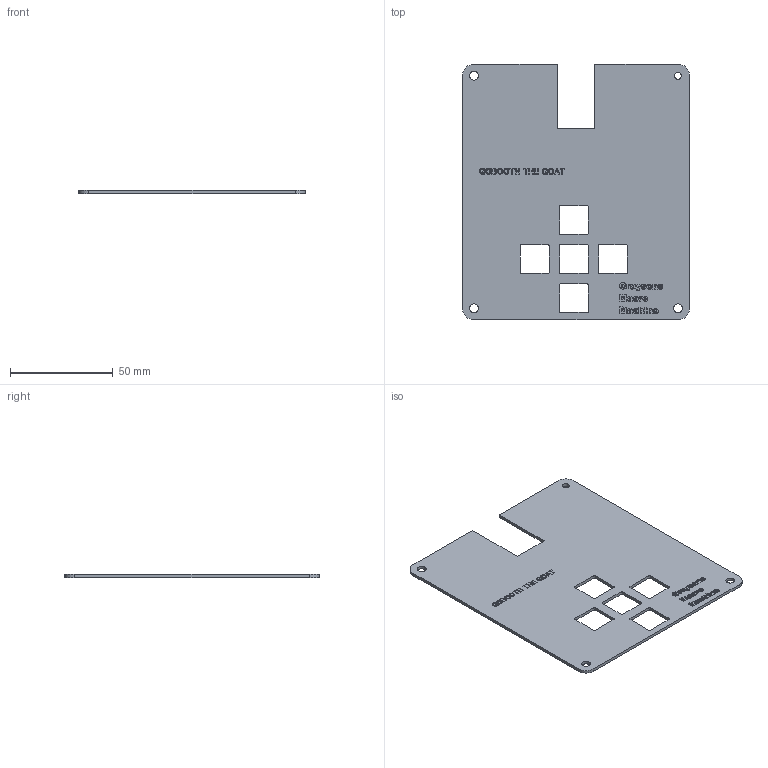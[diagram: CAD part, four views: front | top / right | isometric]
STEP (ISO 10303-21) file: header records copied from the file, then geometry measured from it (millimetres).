
FILE_DESCRIPTION(/* description */ (''),/* implementation_level */ '2;1');
FILE_NAME(/* name */ 'MACRO MACHINE CASE TOP.step',/* time_stamp */ '2025-12-05T16:13:30-05:00',/* author */ (''),/* organization */ (''),/* preprocessor_version */ 'ST-DEVELOPER v20.1',/* originating_system */ 'Autodesk Translation Framework v14.17.0.0',/* authorisation */ '');
FILE_SCHEMA (('AUTOMOTIVE_DESIGN { 1 0 10303 214 3 1 1 }'));
Length unit declared in the file: millimetre
Products named in the file (1): (Unsaved)
Bounding box: 110.51 x 124.38 x 1.5 mm (x, y, z)
Volume: 18135 mm3; surface area: 25686 mm2
Topology: 1 solids, 1 shells, 727 faces, 2034 edges, 1356 vertices
Faces by surface type: bspline 417, plane 282, cylinder 28
Full cylindrical faces by diameter (mm): 3.4 x1, 4.3 x3
Entity records: 27163 total; most frequent: CARTESIAN_POINT 11207, ORIENTED_EDGE 4068, EDGE_CURVE 2034, DIRECTION 1878, VERTEX_POINT 1356, LINE 1144, VECTOR 1144, B_SPLINE_CURVE_WITH_KNOTS 834
